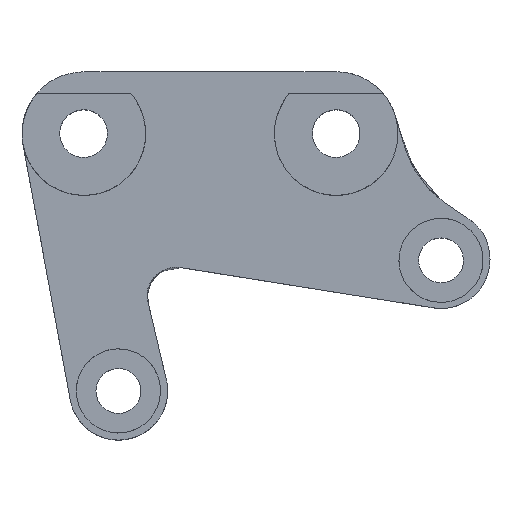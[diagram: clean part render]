
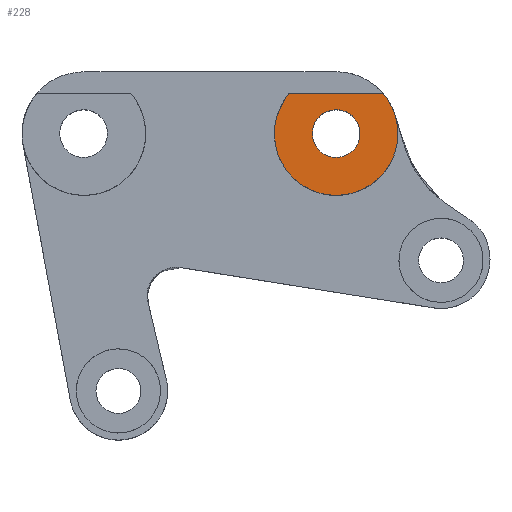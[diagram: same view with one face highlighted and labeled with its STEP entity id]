
A CAD part, top view. The second image highlights one B-rep face of the part: STEP entity #228.
In plain terms, the highlighted planar face has unit normal (0, 0, 1).
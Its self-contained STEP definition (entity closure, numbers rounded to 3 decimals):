
#20=FACE_BOUND('',#63,.T.);
#29=PLANE('',#250);
#42=FACE_OUTER_BOUND('',#62,.T.);
#62=EDGE_LOOP('',(#191));
#63=EDGE_LOOP('',(#192));
#105=B_SPLINE_CURVE_WITH_KNOTS('',3,(#1373,#1374,#1375,#1376,#1377,#1378,
#1379,#1380,#1381,#1382,#1383,#1384,#1385),.UNSPECIFIED.,.T.,.F.,(4,3,3,
3,4),(-4.,-3.,-2.,-1.,0.),.UNSPECIFIED.);
#106=B_SPLINE_CURVE_WITH_KNOTS('',3,(#1462,#1463,#1464,#1465,#1466,#1467,
#1468,#1469,#1470,#1471,#1472,#1473,#1474,#1475,#1476,#1477,#1478,#1479,
#1480,#1481,#1482,#1483,#1484,#1485,#1486,#1487,#1488,#1489,#1490,#1491,
#1492,#1493,#1494,#1495,#1496,#1497,#1498),.UNSPECIFIED.,.T.,.F.,(4,3,3,
3,3,3,3,3,3,3,3,3,4),(0.,1.,2.,3.,4.,5.,6.,7.,8.,9.,10.,11.,12.),
 .UNSPECIFIED.);
#123=VERTEX_POINT('',#1371);
#124=VERTEX_POINT('',#1460);
#147=EDGE_CURVE('',#123,#123,#105,.T.);
#149=EDGE_CURVE('',#124,#124,#106,.T.);
#191=ORIENTED_EDGE('',*,*,#149,.T.);
#192=ORIENTED_EDGE('',*,*,#147,.T.);
#228=ADVANCED_FACE('',(#42,#20),#29,.T.);
#250=AXIS2_PLACEMENT_3D('',#1499,#267,#268);
#267=DIRECTION('center_axis',(0.,0.,1.));
#268=DIRECTION('ref_axis',(1.,0.,0.));
#1371=CARTESIAN_POINT('',(94.344,-33.126,21.5));
#1373=CARTESIAN_POINT('Ctrl Pts',(94.344,-33.126,21.5));
#1374=CARTESIAN_POINT('Ctrl Pts',(94.344,-30.778,21.5));
#1375=CARTESIAN_POINT('Ctrl Pts',(96.247,-28.876,21.5));
#1376=CARTESIAN_POINT('Ctrl Pts',(98.594,-28.876,21.5));
#1377=CARTESIAN_POINT('Ctrl Pts',(100.942,-28.876,21.5));
#1378=CARTESIAN_POINT('Ctrl Pts',(102.844,-30.778,21.5));
#1379=CARTESIAN_POINT('Ctrl Pts',(102.844,-33.126,21.5));
#1380=CARTESIAN_POINT('Ctrl Pts',(102.844,-35.473,21.5));
#1381=CARTESIAN_POINT('Ctrl Pts',(100.942,-37.376,21.5));
#1382=CARTESIAN_POINT('Ctrl Pts',(98.594,-37.376,21.5));
#1383=CARTESIAN_POINT('Ctrl Pts',(96.247,-37.376,21.5));
#1384=CARTESIAN_POINT('Ctrl Pts',(94.344,-35.473,21.5));
#1385=CARTESIAN_POINT('Ctrl Pts',(94.344,-33.126,21.5));
#1460=CARTESIAN_POINT('',(106.974,-26.01,21.5));
#1462=CARTESIAN_POINT('Ctrl Pts',(106.974,-26.01,21.5));
#1463=CARTESIAN_POINT('Ctrl Pts',(104.866,-26.011,21.5));
#1464=CARTESIAN_POINT('Ctrl Pts',(102.758,-26.011,21.5));
#1465=CARTESIAN_POINT('Ctrl Pts',(100.65,-26.012,21.5));
#1466=CARTESIAN_POINT('Ctrl Pts',(97.583,-26.012,21.5));
#1467=CARTESIAN_POINT('Ctrl Pts',(94.516,-26.013,21.5));
#1468=CARTESIAN_POINT('Ctrl Pts',(91.45,-26.014,21.5));
#1469=CARTESIAN_POINT('Ctrl Pts',(91.097,-26.014,21.5));
#1470=CARTESIAN_POINT('Ctrl Pts',(90.744,-26.014,21.5));
#1471=CARTESIAN_POINT('Ctrl Pts',(90.391,-26.014,21.5));
#1472=CARTESIAN_POINT('Ctrl Pts',(90.347,-26.014,21.5));
#1473=CARTESIAN_POINT('Ctrl Pts',(90.255,-25.996,21.5));
#1474=CARTESIAN_POINT('Ctrl Pts',(90.214,-26.014,21.5));
#1475=CARTESIAN_POINT('Ctrl Pts',(90.076,-26.075,21.5));
#1476=CARTESIAN_POINT('Ctrl Pts',(89.925,-26.358,21.5));
#1477=CARTESIAN_POINT('Ctrl Pts',(89.835,-26.477,21.5));
#1478=CARTESIAN_POINT('Ctrl Pts',(89.595,-26.793,21.5));
#1479=CARTESIAN_POINT('Ctrl Pts',(89.371,-27.122,21.5));
#1480=CARTESIAN_POINT('Ctrl Pts',(89.165,-27.462,21.5));
#1481=CARTESIAN_POINT('Ctrl Pts',(87.547,-30.142,21.5));
#1482=CARTESIAN_POINT('Ctrl Pts',(87.159,-33.471,21.5));
#1483=CARTESIAN_POINT('Ctrl Pts',(88.104,-36.455,21.5));
#1484=CARTESIAN_POINT('Ctrl Pts',(89.016,-39.332,21.5));
#1485=CARTESIAN_POINT('Ctrl Pts',(91.129,-41.756,21.5));
#1486=CARTESIAN_POINT('Ctrl Pts',(93.851,-43.058,21.5));
#1487=CARTESIAN_POINT('Ctrl Pts',(96.698,-44.42,21.5));
#1488=CARTESIAN_POINT('Ctrl Pts',(100.083,-44.481,21.5));
#1489=CARTESIAN_POINT('Ctrl Pts',(102.977,-43.222,21.5));
#1490=CARTESIAN_POINT('Ctrl Pts',(105.679,-42.046,21.5));
#1491=CARTESIAN_POINT('Ctrl Pts',(107.841,-39.779,21.5));
#1492=CARTESIAN_POINT('Ctrl Pts',(108.884,-37.023,21.5));
#1493=CARTESIAN_POINT('Ctrl Pts',(110.015,-34.033,21.5));
#1494=CARTESIAN_POINT('Ctrl Pts',(109.774,-30.606,21.5));
#1495=CARTESIAN_POINT('Ctrl Pts',(108.222,-27.81,21.5));
#1496=CARTESIAN_POINT('Ctrl Pts',(107.867,-27.171,21.5));
#1497=CARTESIAN_POINT('Ctrl Pts',(107.447,-26.567,21.5));
#1498=CARTESIAN_POINT('Ctrl Pts',(106.974,-26.01,21.5));
#1499=CARTESIAN_POINT('Origin',(98.587,-35.238,21.5));
